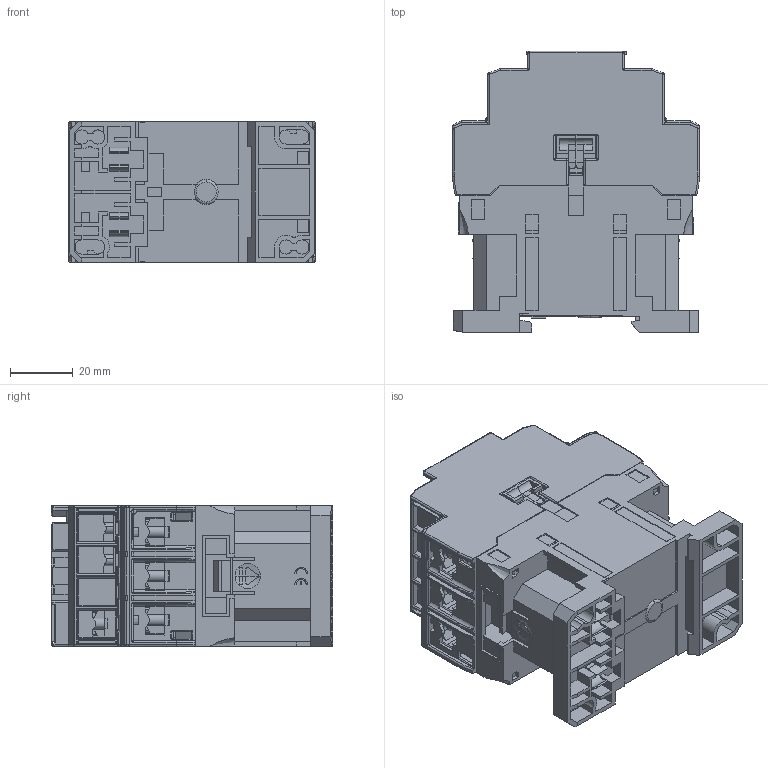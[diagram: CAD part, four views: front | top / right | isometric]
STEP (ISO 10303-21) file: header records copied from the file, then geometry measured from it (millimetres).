
FILE_DESCRIPTION((''),'2;1');
FILE_NAME('119-8999_ASM','2024-06-12T09:20:08',('U434391'),('DANFOSS COMMERCIAL COMPRESSOR'),'CREO PARAMETRIC BY PTC INC, 2022124','CREO PARAMETRIC BY PTC INC, 2022124','');
FILE_SCHEMA(('CONFIG_CONTROL_DESIGN'));
Products named in the file (45): ZBC_10004206034STE0045; ZBC_10004206034STE0046; ZBC_10004206034STE0047; ZBC_10004206034STE0048; ZBC_10004206034STE0049; ZBC_10004206034STE0050; ZBC_10004206034STE0051; ZBC_10004206034STE0052; ZBC_10004206034STE0053; ZBC_10004206034STE0054; ZBC_10004206034STE0055; ZBC_10004206034STE0056; ZBC_10004206034STE0057; ZBC_10004206034STE0058; ZBC_10004206034STE0059; ZBC_10004206034STE0060; ZBC_10004206034STE0061; ZBC_10004206034STE0062; ZBC_10004206034STE0063; ZBC_10004206034STE0064; ZBC_10004206034STE0065; ZBC_10004206034STE0066; ZBC_10004206034STE0067; ZBC_10004206034STE0068; ZBC_10004206034STE0069; ZBC_10004206034STE0070; ZBC_10004206034STE0071; ZBC_10004206034STE0072; ZBC_10004206034STE0073; ZBC_10004206034STE0074; ZBC_10004206034STE0075; ZBC_10004206034STE0076; ZBC_10004206034STE0077; ZBC_10004206034STE0078; ZBC_10004206034STE0079; ZBC_10004206034STE0080; ZBC_10004206034STE0081; ZBC_10004206034STE0082; ZBC_10004206034STE0083; ZBC_10004206034STE0084 ...
Assembly tree (44 placements, depth 2):
  119-8999_ASM
    ZBC_10004206034STE0045
    ZBC_10004206034STE0046
    ZBC_10004206034STE0047
    ZBC_10004206034STE0048
    ZBC_10004206034STE0049
    ZBC_10004206034STE0050
    ZBC_10004206034STE0051
    ZBC_10004206034STE0052
    ZBC_10004206034STE0053
    ZBC_10004206034STE0054
    ZBC_10004206034STE0055
    ZBC_10004206034STE0056
    ZBC_10004206034STE0057
    ZBC_10004206034STE0058
    ZBC_10004206034STE0059
    ZBC_10004206034STE0060
    ZBC_10004206034STE0061
    ZBC_10004206034STE0062
    ZBC_10004206034STE0063
    ZBC_10004206034STE0064
    ZBC_10004206034STE0065
    ZBC_10004206034STE0066
    ZBC_10004206034STE0067
    ZBC_10004206034STE0068
    ZBC_10004206034STE0069
    ZBC_10004206034STE0070
    ZBC_10004206034STE0071
    ZBC_10004206034STE0072
    ZBC_10004206034STE0073
    ZBC_10004206034STE0074
    ZBC_10004206034STE0075
    ZBC_10004206034STE0076
    ZBC_10004206034STE0077
    ZBC_10004206034STE0078
    ZBC_10004206034STE0079
    ZBC_10004206034STE0080
    ZBC_10004206034STE0081
    ZBC_10004206034STE0082
    ZBC_10004206034STE0083
    ZBC_10004206034STE0084
    ZBC_10004206034STE0085
    ZBC_10004206034STE0086
    ZBC_10004206034STE0087
    ZBC_10004206034STE0088
Bounding box: 78.4 x 89.45 x 44.8 mm (x, y, z)
Volume: 144946.6 mm3; surface area: 75561.4 mm2
Topology: 46 solids, 52 shells, 3223 faces, 9083 edges, 5896 vertices
Faces by surface type: plane 2261, cylinder 629, cone 146, bspline 87, torus 62, sphere 24, extrusion 14
Full cylindrical faces by diameter (mm): 1 x2
Entity records: 115328 total; most frequent: CARTESIAN_POINT 33071, ORIENTED_EDGE 17995, DIRECTION 15403, EDGE_CURVE 9003, VECTOR 6493, LINE 6479, VERTEX_POINT 5896, AXIS2_PLACEMENT_3D 4455
